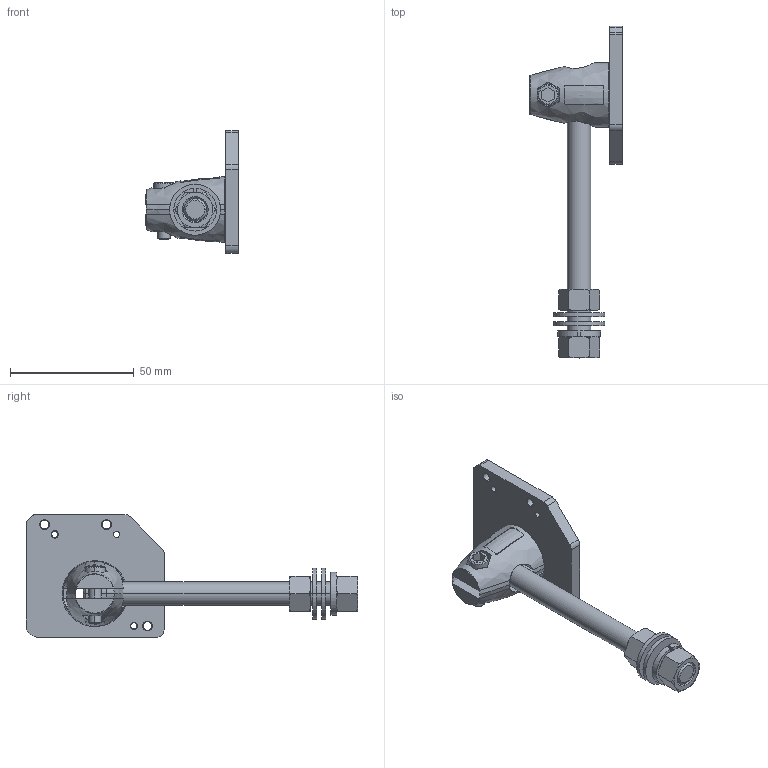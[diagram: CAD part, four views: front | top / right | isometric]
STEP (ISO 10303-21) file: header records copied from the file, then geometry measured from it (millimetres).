
FILE_DESCRIPTION((''),'2;1');
FILE_NAME('205095_ASM','2018-06-21T',('pdmadmin'),('BANNER ENGINEERING'),'CREO PARAMETRIC BY PTC INC, 2016260','CREO PARAMETRIC BY PTC INC, 2016260','');
FILE_SCHEMA(('CONFIG_CONTROL_DESIGN'));
Products named in the file (10): 3_8X4_HEX_SHCS; 129461; M5_X_18_HEX_SHCS; 5_HEX_NUT; 205089; 130464; 130459; 3_8_FLAT_WASHER; 804895---SMBQ5XFA_ASM; 205095_ASM
Assembly tree (12 placements, depth 3):
  205095_ASM
    804895---SMBQ5XFA_ASM
      3_8X4_HEX_SHCS
      129461  x2
      M5_X_18_HEX_SHCS
      5_HEX_NUT
      205089
      130464  x2
      130459
      3_8_FLAT_WASHER  x2
Bounding box: 37.37 x 134.23 x 49.67 mm (x, y, z)
Volume: 32238.4 mm3; surface area: 21713.2 mm2
Topology: 11 solids, 18 shells, 275 faces, 706 edges, 464 vertices
Faces by surface type: plane 111, cylinder 92, torus 26, bspline 22, cone 20, sphere 4
Entity records: 8461 total; most frequent: CARTESIAN_POINT 3726, DIRECTION 965, ORIENTED_EDGE 906, EDGE_CURVE 470, AXIS2_PLACEMENT_3D 381, VERTEX_POINT 308, EDGE_LOOP 216, VECTOR 203
